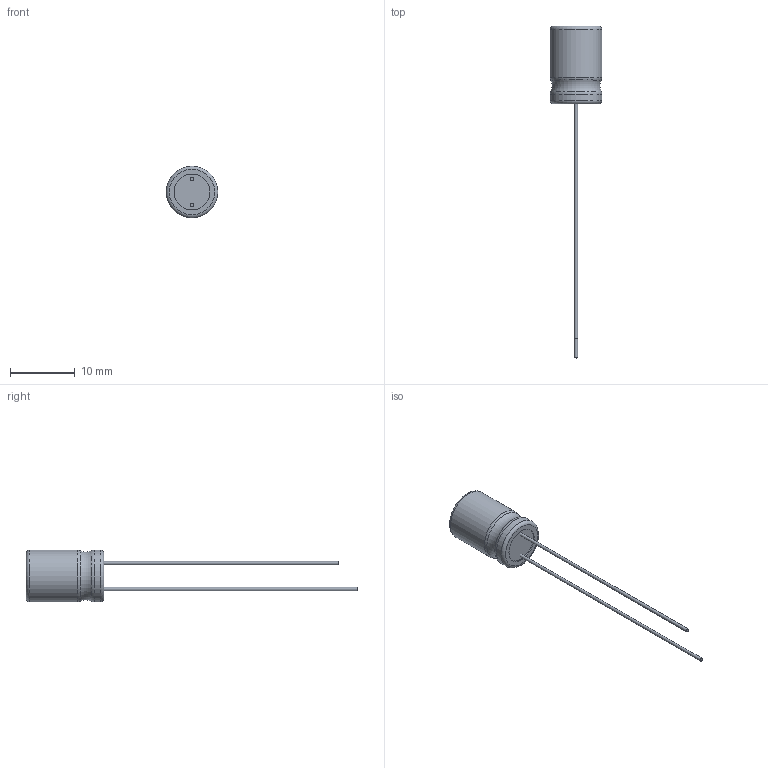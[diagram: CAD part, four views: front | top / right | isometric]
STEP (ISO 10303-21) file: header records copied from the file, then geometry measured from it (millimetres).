
FILE_DESCRIPTION((''),'2;1');
FILE_NAME('100 uF Capacitor - Assmebly.stp','2013-03-13T07:04:53',('Lance'),(''),'Autodesk Inventor 2011','Autodesk Inventor 2011','');
FILE_SCHEMA(('AUTOMOTIVE_DESIGN { 1 0 10303 214 1 1 1 1 }'));
Length unit declared in the file: millimetre
Products named in the file (4): 100 uF Capacitor - Assmebly; 100 uF Capacitor - Capacitor; 100 uF Capacitor - Plastic Outer; 100 uF Capacitor - Legs
Assembly tree (3 placements, depth 2):
  100 uF Capacitor - Assmebly
    100 uF Capacitor - Capacitor
    100 uF Capacitor - Plastic Outer
    100 uF Capacitor - Legs
Bounding box: 8 x 51.2 x 8 mm (x, y, z)
Volume: 598.9 mm3; surface area: 1176.5 mm2
Topology: 3 solids, 3 shells, 56 faces, 107 edges, 56 vertices
Faces by surface type: cylinder 20, torus 17, plane 10, bspline 6, sphere 3
Full cylindrical faces by diameter (mm): 0.5 x3, 5.5 x2, 7.6 x4, 8 x2
Entity records: 1618 total; most frequent: CARTESIAN_POINT 502, DIRECTION 240, ORIENTED_EDGE 150, AXIS2_PLACEMENT_3D 114, EDGE_LOOP 88, EDGE_CURVE 75, FACE_OUTER_BOUND 56, ADVANCED_FACE 56
